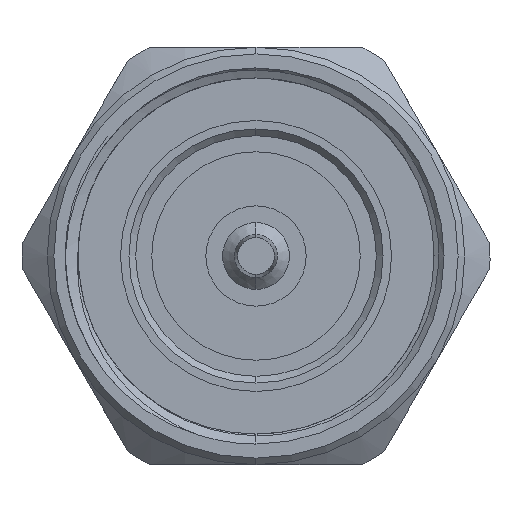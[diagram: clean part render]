
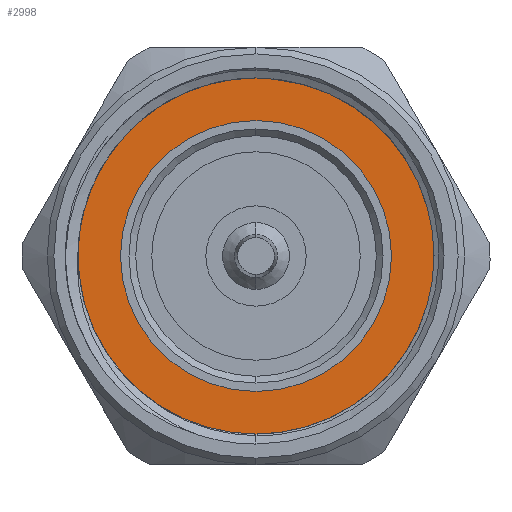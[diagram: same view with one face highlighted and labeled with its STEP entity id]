
A CAD part, left-side view. The second image highlights one B-rep face of the part: STEP entity #2998.
In plain terms, the highlighted planar face has unit normal (-1, 0, 0).
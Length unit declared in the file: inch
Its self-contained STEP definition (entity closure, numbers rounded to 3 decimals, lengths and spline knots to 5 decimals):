
#637 = DIRECTION ( 'NONE',  ( 0., 0., 1. ) ) ;
#787 = VERTEX_POINT ( 'NONE', #7502 ) ;
#815 = ORIENTED_EDGE ( 'NONE', *, *, #5777, .T. ) ;
#1424 = CIRCLE ( 'NONE', #1734, 0.57237 ) ;
#1430 = CARTESIAN_POINT ( 'NONE',  ( 0.39764, 0., 0. ) ) ;
#1641 = DIRECTION ( 'NONE',  ( 0., 0., 1. ) ) ;
#1734 = AXIS2_PLACEMENT_3D ( 'NONE', #1430, #2968, #1641 ) ;
#1735 = FACE_BOUND ( 'NONE', #3257, .T. ) ;
#1848 = ORIENTED_EDGE ( 'NONE', *, *, #2380, .T. ) ;
#1935 = FACE_OUTER_BOUND ( 'NONE', #6312, .T. ) ;
#2358 = AXIS2_PLACEMENT_3D ( 'NONE', #4673, #7700, #2820 ) ;
#2380 = EDGE_CURVE ( 'NONE', #787, #3675, #1424, .T. ) ;
#2722 = DIRECTION ( 'NONE',  ( 0., 0., 1. ) ) ;
#2820 = DIRECTION ( 'NONE',  ( 0., 0., 1. ) ) ;
#2938 = AXIS2_PLACEMENT_3D ( 'NONE', #3780, #4339, #637 ) ;
#2968 = DIRECTION ( 'NONE',  ( -1., 0., 0. ) ) ;
#2998 = ADVANCED_FACE ( 'NONE', ( #1935, #1735 ), #5704, .T. ) ;
#3005 = CARTESIAN_POINT ( 'NONE',  ( 0.39764, 0., 0. ) ) ;
#3089 = CIRCLE ( 'NONE', #3189, 0.40551 ) ;
#3189 = AXIS2_PLACEMENT_3D ( 'NONE', #3005, #3617, #3565 ) ;
#3257 = EDGE_LOOP ( 'NONE', ( #6503, #4015 ) ) ;
#3288 = CARTESIAN_POINT ( 'NONE',  ( 0.39764, 0., 0. ) ) ;
#3521 = EDGE_CURVE ( 'NONE', #6029, #3922, #5876, .T. ) ;
#3565 = DIRECTION ( 'NONE',  ( 0., 0., 1. ) ) ;
#3612 = EDGE_CURVE ( 'NONE', #3922, #6029, #3089, .T. ) ;
#3617 = DIRECTION ( 'NONE',  ( -1., 0., 0. ) ) ;
#3675 = VERTEX_POINT ( 'NONE', #7901 ) ;
#3780 = CARTESIAN_POINT ( 'NONE',  ( 0.39764, 0., 0. ) ) ;
#3922 = VERTEX_POINT ( 'NONE', #4179 ) ;
#4015 = ORIENTED_EDGE ( 'NONE', *, *, #3612, .F. ) ;
#4179 = CARTESIAN_POINT ( 'NONE',  ( 0.39764, 0., 0.40551 ) ) ;
#4339 = DIRECTION ( 'NONE',  ( -1., 0., 0. ) ) ;
#4673 = CARTESIAN_POINT ( 'NONE',  ( 0.39764, 0., 0. ) ) ;
#5420 = CARTESIAN_POINT ( 'NONE',  ( 0.39764, 0., -0.40551 ) ) ;
#5704 = PLANE ( 'NONE',  #6314 ) ;
#5777 = EDGE_CURVE ( 'NONE', #3675, #787, #7382, .T. ) ;
#5876 = CIRCLE ( 'NONE', #2358, 0.40551 ) ;
#6029 = VERTEX_POINT ( 'NONE', #5420 ) ;
#6312 = EDGE_LOOP ( 'NONE', ( #1848, #815 ) ) ;
#6314 = AXIS2_PLACEMENT_3D ( 'NONE', #3288, #6392, #2722 ) ;
#6392 = DIRECTION ( 'NONE',  ( -1., 0., 0. ) ) ;
#6503 = ORIENTED_EDGE ( 'NONE', *, *, #3521, .F. ) ;
#7382 = CIRCLE ( 'NONE', #2938, 0.57237 ) ;
#7502 = CARTESIAN_POINT ( 'NONE',  ( 0.39764, 0., 0.57237 ) ) ;
#7700 = DIRECTION ( 'NONE',  ( -1., 0., 0. ) ) ;
#7901 = CARTESIAN_POINT ( 'NONE',  ( 0.39764, 0., -0.57237 ) ) ;
